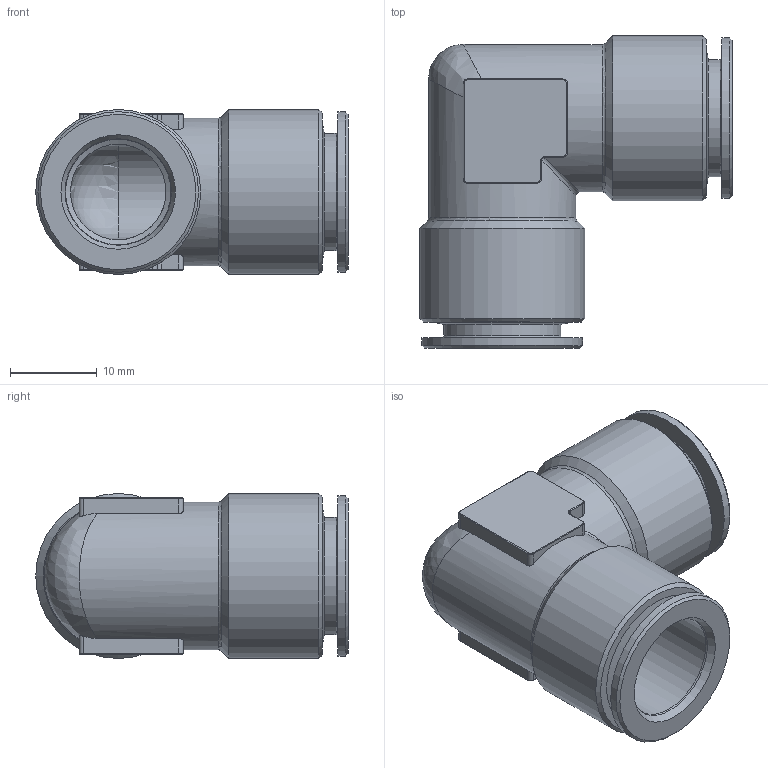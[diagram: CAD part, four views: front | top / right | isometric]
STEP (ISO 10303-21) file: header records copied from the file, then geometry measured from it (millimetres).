
FILE_DESCRIPTION(/* description */ ('STEP AP214'),/* implementation_level */ '2;1');
FILE_NAME(/* name */ 'A0180060',/* time_stamp */ '2023-04-20T12:21:34+02:00',/* author */ ('License CC BY-ND 4.0'),/* organization */ ('CADENAS'),/* preprocessor_version */ 'ST-DEVELOPER v19.3',/* originating_system */ 'PARTsolutions',/* authorisation */ ' ');
FILE_SCHEMA (('AUTOMOTIVE_DESIGN {1 0 10303 214 3 1 1}'));
Length unit declared in the file: millimetre
Products named in the file (1): A0180060
Bounding box: 36 x 36 x 19 mm (x, y, z)
Volume: 7487.3 mm3; surface area: 5785.8 mm2
Topology: 1 solids, 1 shells, 89 faces, 210 edges, 125 vertices
Faces by surface type: cylinder 36, plane 20, torus 16, cone 14, bspline 2, sphere 1
Full cylindrical faces by diameter (mm): 11 x2, 12.15 x2, 13.5 x2, 17 x2, 18.5 x2, 19 x2
Entity records: 2585 total; most frequent: CARTESIAN_POINT 689, DIRECTION 410, ORIENTED_EDGE 338, AXIS2_PLACEMENT_3D 177, EDGE_CURVE 169, EDGE_LOOP 125, FACE_BOUND 125, VERTEX_POINT 116
